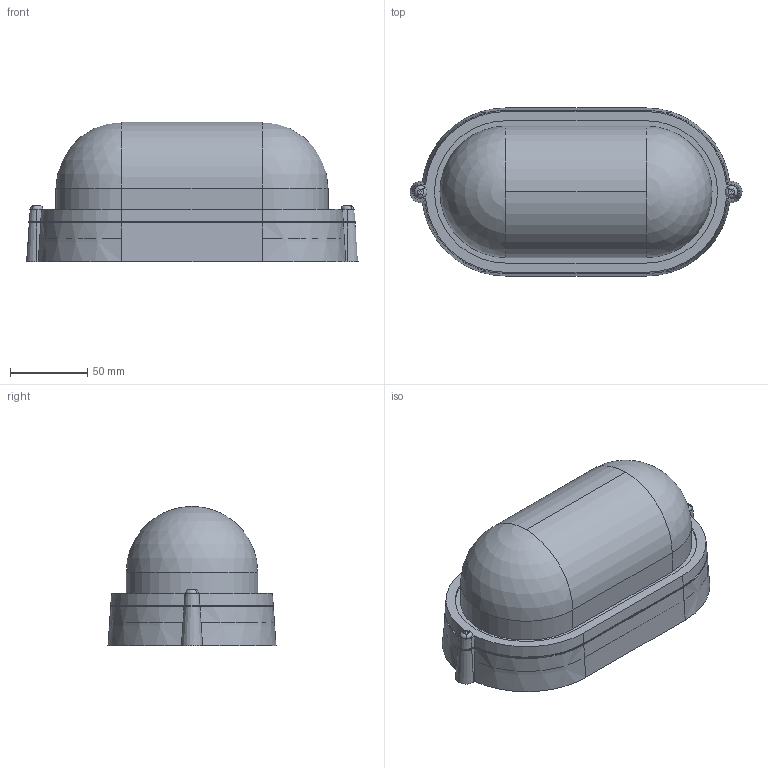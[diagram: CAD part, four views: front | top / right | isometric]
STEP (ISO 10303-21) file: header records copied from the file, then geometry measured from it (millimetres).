
FILE_DESCRIPTION (( 'STEP AP214' ), '1' );
FILE_NAME ('LNPP0-1401-1-060-K02 Ñâåòèëüíèê ÍÏÏ1401 ÷åðíûé_îâàë 60Âò IP54 ÈÝÊ.STEP', '2017-06-23T07:55:37', ( '' ), ( '' ), 'SwSTEP 2.0', 'SolidWorks 2014', '' );
FILE_SCHEMA (( 'AUTOMOTIVE_DESIGN' ));
Length unit declared in the file: millimetre
Products named in the file (1): LNPP0-1401-1-060-K02 Ñâåòèëüíèê ÍÏÏ1401 ÷åðíûé_îâàë 60Âò IP54  ÈÝÊ
Bounding box: 214.75 x 108.75 x 90 mm (x, y, z)
Volume: 956958 mm3; surface area: 82575.1 mm2
Topology: 1 solids, 1 shells, 108 faces, 283 edges, 186 vertices
Faces by surface type: plane 68, cylinder 20, cone 12, torus 6, sphere 2
Entity records: 3445 total; most frequent: CARTESIAN_POINT 740, ORIENTED_EDGE 562, DIRECTION 549, EDGE_CURVE 281, AXIS2_PLACEMENT_3D 195, VERTEX_POINT 186, VECTOR 159, LINE 159
